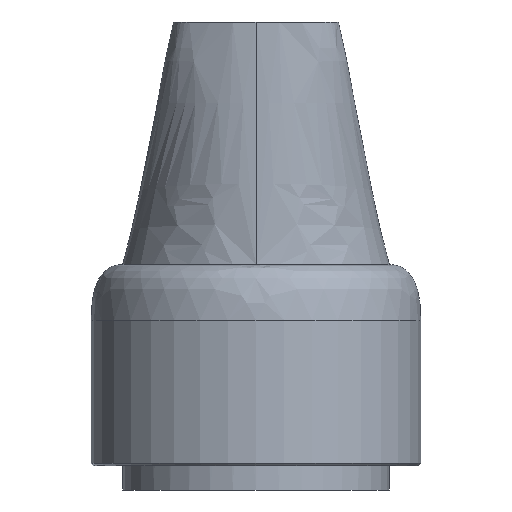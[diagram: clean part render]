
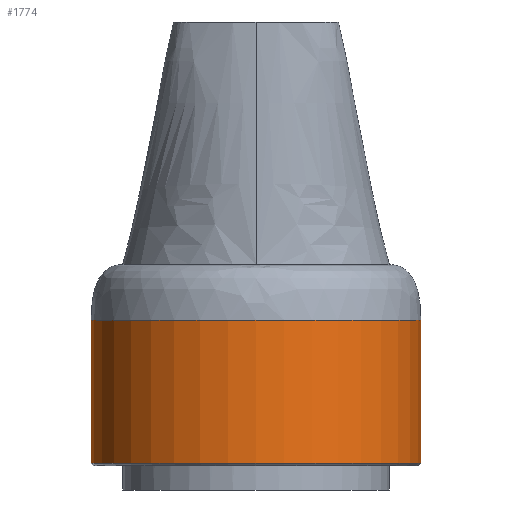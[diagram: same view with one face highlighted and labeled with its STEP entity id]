
A CAD part, front view. The second image highlights one B-rep face of the part: STEP entity #1774.
In plain terms, the highlighted cylindrical face has radius 68 mm (diameter 136 mm), a partial arc.
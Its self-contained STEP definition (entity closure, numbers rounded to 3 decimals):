
#8 = CARTESIAN_POINT ( 'NONE',  ( -67.992, -1.015, 60. ) ) ;
#47 = LINE ( 'NONE', #8, #3620 ) ;
#265 = AXIS2_PLACEMENT_3D ( 'NONE', #1430, #2542, #6077 ) ;
#470 = EDGE_CURVE ( 'NONE', #3880, #5145, #2569, .T. ) ;
#559 = ORIENTED_EDGE ( 'NONE', *, *, #6443, .F. ) ;
#639 = DIRECTION ( 'NONE',  ( 0., 0., 1. ) ) ;
#710 = ORIENTED_EDGE ( 'NONE', *, *, #5541, .F. ) ;
#769 = AXIS2_PLACEMENT_3D ( 'NONE', #4669, #639, #6063 ) ;
#1430 = CARTESIAN_POINT ( 'NONE',  ( 0., 0., 1. ) ) ;
#1587 = CYLINDRICAL_SURFACE ( 'NONE', #6964, 68. ) ;
#1774 = ADVANCED_FACE ( 'NONE', ( #5582 ), #1587, .T. ) ;
#2542 = DIRECTION ( 'NONE',  ( 0., 0., 1. ) ) ;
#2547 = VECTOR ( 'NONE', #3182, 1000. ) ;
#2569 = CIRCLE ( 'NONE', #265, 68. ) ;
#3081 = CIRCLE ( 'NONE', #769, 68. ) ;
#3182 = DIRECTION ( 'NONE',  ( 0., 0., -1. ) ) ;
#3382 = EDGE_LOOP ( 'NONE', ( #3669, #5023, #559, #710 ) ) ;
#3620 = VECTOR ( 'NONE', #4083, 1000. ) ;
#3669 = ORIENTED_EDGE ( 'NONE', *, *, #4166, .T. ) ;
#3880 = VERTEX_POINT ( 'NONE', #4228 ) ;
#4083 = DIRECTION ( 'NONE',  ( 0., 0., -1. ) ) ;
#4166 = EDGE_CURVE ( 'NONE', #5257, #3880, #47, .T. ) ;
#4228 = CARTESIAN_POINT ( 'NONE',  ( -67.992, -1.015, 1. ) ) ;
#4436 = LINE ( 'NONE', #5506, #2547 ) ;
#4667 = VERTEX_POINT ( 'NONE', #6300 ) ;
#4669 = CARTESIAN_POINT ( 'NONE',  ( 0., 0., 60. ) ) ;
#5018 = CARTESIAN_POINT ( 'NONE',  ( -67.992, -1.015, 60. ) ) ;
#5022 = CARTESIAN_POINT ( 'NONE',  ( 0., 0., 60. ) ) ;
#5023 = ORIENTED_EDGE ( 'NONE', *, *, #470, .T. ) ;
#5145 = VERTEX_POINT ( 'NONE', #5900 ) ;
#5257 = VERTEX_POINT ( 'NONE', #5018 ) ;
#5506 = CARTESIAN_POINT ( 'NONE',  ( 67.992, -1.015, 60. ) ) ;
#5541 = EDGE_CURVE ( 'NONE', #5257, #4667, #3081, .T. ) ;
#5582 = FACE_OUTER_BOUND ( 'NONE', #3382, .T. ) ;
#5900 = CARTESIAN_POINT ( 'NONE',  ( 67.992, -1.015, 1. ) ) ;
#6063 = DIRECTION ( 'NONE',  ( -1., 0., 0. ) ) ;
#6077 = DIRECTION ( 'NONE',  ( -1., 0., 0. ) ) ;
#6300 = CARTESIAN_POINT ( 'NONE',  ( 67.992, -1.015, 60. ) ) ;
#6313 = DIRECTION ( 'NONE',  ( -1., 0., 0. ) ) ;
#6443 = EDGE_CURVE ( 'NONE', #4667, #5145, #4436, .T. ) ;
#6735 = DIRECTION ( 'NONE',  ( 0., 0., -1. ) ) ;
#6964 = AXIS2_PLACEMENT_3D ( 'NONE', #5022, #6735, #6313 ) ;
